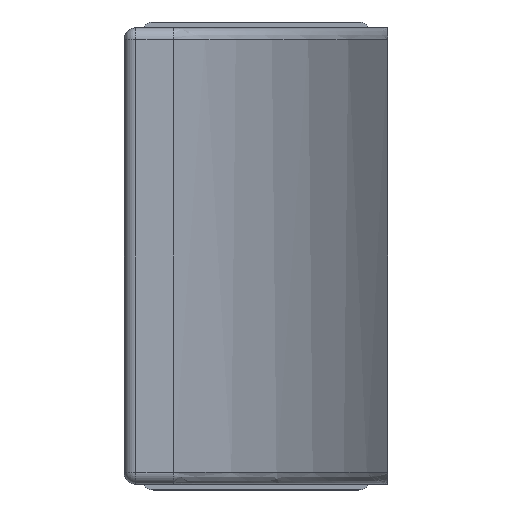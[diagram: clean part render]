
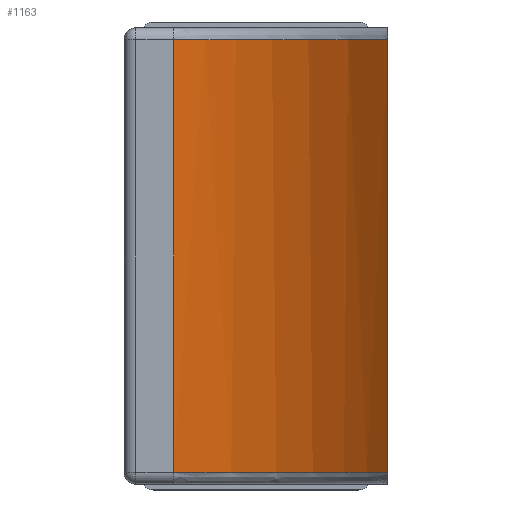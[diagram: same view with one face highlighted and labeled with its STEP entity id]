
A CAD part, left-side view. The second image highlights one B-rep face of the part: STEP entity #1163.
In plain terms, the highlighted free-form (B-spline) face has degree [2, 1] with [3, 2] control points.
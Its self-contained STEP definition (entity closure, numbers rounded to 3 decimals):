
#75 = CARTESIAN_POINT ( 'NONE',  ( -0.812, 0.23, -0.37 ) ) ;
#80 = CARTESIAN_POINT ( 'NONE',  ( -0.8, 0.366, 0.37 ) ) ;
#101 = CARTESIAN_POINT ( 'NONE',  ( -0.95, 0., 0.37 ) ) ;
#133 = CARTESIAN_POINT ( 'NONE',  ( -0.8, 0.366, -0.37 ) ) ;
#208 = DIRECTION ( 'NONE',  ( 0., 0., 1. ) ) ;
#262 = CARTESIAN_POINT ( 'NONE',  ( -0.95, 0., -0.37 ) ) ;
#274 = VERTEX_POINT ( 'NONE', #2107 ) ;
#296 = CARTESIAN_POINT ( 'NONE',  ( -0.8, 0.298, 0.37 ) ) ;
#357 = LINE ( 'NONE', #1893, #770 ) ;
#403 = ORIENTED_EDGE ( 'NONE', *, *, #1511, .F. ) ;
#425 = B_SPLINE_SURFACE_WITH_KNOTS ( 'NONE', 2, 1, ( 
 ( #133, #2469 ),
 ( #1232, #1253 ),
 ( #1815, #2452 ) ),
 .UNSPECIFIED., .F., .F., .F.,
 ( 3, 3 ),
 ( 2, 2 ),
 ( 0., 1. ),
 ( 0., 1. ),
 .UNSPECIFIED. ) ;
#492 = CARTESIAN_POINT ( 'NONE',  ( -0.8, 0.299, -0.37 ) ) ;
#658 = CARTESIAN_POINT ( 'NONE',  ( -0.862, 0.105, 0.37 ) ) ;
#704 = B_SPLINE_CURVE_WITH_KNOTS ( 'NONE', 3,
 ( #1143, #492, #75, #1557, #1769, #262 ),
 .UNSPECIFIED., .F., .F.,
 ( 4, 2, 4 ),
 ( 0., 0., 0. ),
 .UNSPECIFIED. ) ;
#770 = VECTOR ( 'NONE', #208, 1000. ) ;
#808 = B_SPLINE_CURVE_WITH_KNOTS ( 'NONE', 3,
 ( #101, #1541, #658, #2172, #296, #1348 ),
 .UNSPECIFIED., .F., .F.,
 ( 4, 2, 4 ),
 ( 0., 0., 0. ),
 .UNSPECIFIED. ) ;
#911 = CARTESIAN_POINT ( 'NONE',  ( -0.95, 0., 0.37 ) ) ;
#942 = ORIENTED_EDGE ( 'NONE', *, *, #1000, .T. ) ;
#977 = FACE_OUTER_BOUND ( 'NONE', #1196, .T. ) ;
#1000 = EDGE_CURVE ( 'NONE', #2606, #1620, #1151, .T. ) ;
#1130 = CARTESIAN_POINT ( 'NONE',  ( -0.95, 0., -0.39 ) ) ;
#1143 = CARTESIAN_POINT ( 'NONE',  ( -0.8, 0.366, -0.37 ) ) ;
#1151 = LINE ( 'NONE', #1130, #2157 ) ;
#1163 = ADVANCED_FACE ( 'NONE', ( #977 ), #425, .T. ) ;
#1196 = EDGE_LOOP ( 'NONE', ( #403, #1526, #942, #1569 ) ) ;
#1232 = CARTESIAN_POINT ( 'NONE',  ( -0.8, 0.149, -0.37 ) ) ;
#1253 = CARTESIAN_POINT ( 'NONE',  ( -0.8, 0.149, 0.37 ) ) ;
#1348 = CARTESIAN_POINT ( 'NONE',  ( -0.8, 0.366, 0.37 ) ) ;
#1511 = EDGE_CURVE ( 'NONE', #274, #1925, #357, .T. ) ;
#1526 = ORIENTED_EDGE ( 'NONE', *, *, #1649, .T. ) ;
#1527 = CARTESIAN_POINT ( 'NONE',  ( -0.95, 0., -0.37 ) ) ;
#1541 = CARTESIAN_POINT ( 'NONE',  ( -0.902, 0.048, 0.37 ) ) ;
#1557 = CARTESIAN_POINT ( 'NONE',  ( -0.862, 0.105, -0.37 ) ) ;
#1569 = ORIENTED_EDGE ( 'NONE', *, *, #1622, .T. ) ;
#1620 = VERTEX_POINT ( 'NONE', #911 ) ;
#1622 = EDGE_CURVE ( 'NONE', #1620, #1925, #808, .T. ) ;
#1649 = EDGE_CURVE ( 'NONE', #274, #2606, #704, .T. ) ;
#1769 = CARTESIAN_POINT ( 'NONE',  ( -0.902, 0.048, -0.37 ) ) ;
#1815 = CARTESIAN_POINT ( 'NONE',  ( -0.95, 0., -0.37 ) ) ;
#1893 = CARTESIAN_POINT ( 'NONE',  ( -0.8, 0.366, -0.39 ) ) ;
#1925 = VERTEX_POINT ( 'NONE', #80 ) ;
#2107 = CARTESIAN_POINT ( 'NONE',  ( -0.8, 0.366, -0.37 ) ) ;
#2157 = VECTOR ( 'NONE', #2630, 1000. ) ;
#2172 = CARTESIAN_POINT ( 'NONE',  ( -0.812, 0.23, 0.37 ) ) ;
#2452 = CARTESIAN_POINT ( 'NONE',  ( -0.95, 0., 0.37 ) ) ;
#2469 = CARTESIAN_POINT ( 'NONE',  ( -0.8, 0.366, 0.37 ) ) ;
#2606 = VERTEX_POINT ( 'NONE', #1527 ) ;
#2630 = DIRECTION ( 'NONE',  ( 0., 0., 1. ) ) ;
